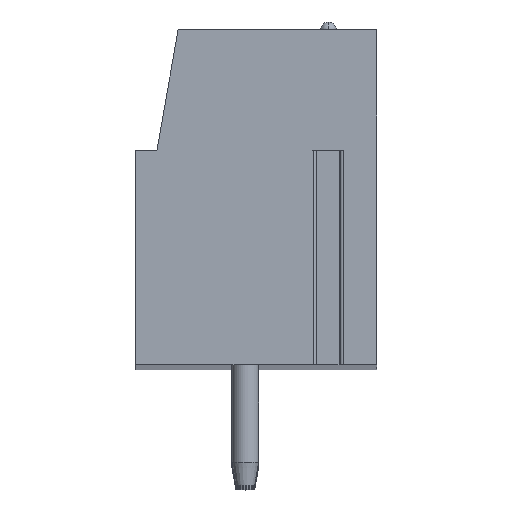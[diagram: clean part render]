
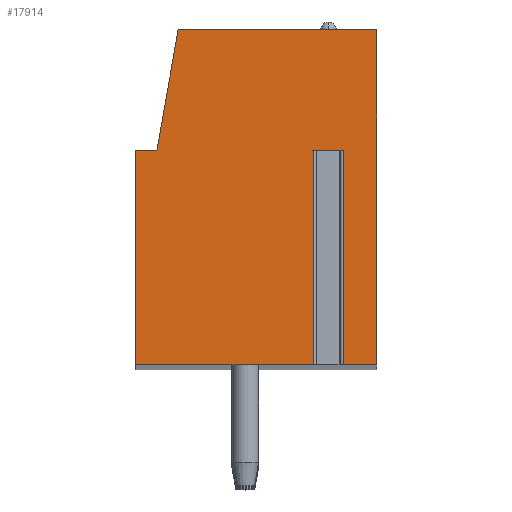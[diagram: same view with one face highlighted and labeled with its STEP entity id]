
A CAD part, top view. The second image highlights one B-rep face of the part: STEP entity #17914.
In plain terms, the highlighted planar face has unit normal (0, 0, 1).
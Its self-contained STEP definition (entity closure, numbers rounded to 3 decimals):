
#13=DIRECTION('',(-1.,0.,0.));
#14=VECTOR('',#13,1.112);
#15=CARTESIAN_POINT('',(3.256,1.75,104.14));
#16=LINE('',#15,#14);
#17=DIRECTION('',(0.,-1.,0.));
#18=VECTOR('',#17,8.);
#19=CARTESIAN_POINT('',(2.144,1.75,104.14));
#20=LINE('',#19,#18);
#21=DIRECTION('',(1.,0.,0.));
#22=VECTOR('',#21,6.644);
#23=CARTESIAN_POINT('',(-4.5,-6.25,104.14));
#24=LINE('',#23,#22);
#25=DIRECTION('',(0.,-1.,0.));
#26=VECTOR('',#25,8.);
#27=CARTESIAN_POINT('',(-4.5,1.75,104.14));
#28=LINE('',#27,#26);
#29=DIRECTION('',(-1.,0.,0.));
#30=VECTOR('',#29,0.8);
#31=CARTESIAN_POINT('',(-3.7,1.75,104.14));
#32=LINE('',#31,#30);
#33=DIRECTION('',(-0.174,-0.985,0.));
#34=VECTOR('',#33,4.569);
#35=CARTESIAN_POINT('',(-2.907,6.25,104.14));
#36=LINE('',#35,#34);
#37=DIRECTION('',(-1.,0.,0.));
#38=VECTOR('',#37,7.407);
#39=CARTESIAN_POINT('',(4.5,6.25,104.14));
#40=LINE('',#39,#38);
#41=DIRECTION('',(0.,1.,0.));
#42=VECTOR('',#41,12.5);
#43=CARTESIAN_POINT('',(4.5,-6.25,104.14));
#44=LINE('',#43,#42);
#45=DIRECTION('',(1.,0.,0.));
#46=VECTOR('',#45,1.244);
#47=CARTESIAN_POINT('',(3.256,-6.25,104.14));
#48=LINE('',#47,#46);
#49=DIRECTION('',(0.,-1.,0.));
#50=VECTOR('',#49,8.);
#51=CARTESIAN_POINT('',(3.256,1.75,104.14));
#52=LINE('',#51,#50);
#14111=CARTESIAN_POINT('',(-3.7,1.75,104.14));
#14112=CARTESIAN_POINT('',(-4.5,1.75,104.14));
#14113=VERTEX_POINT('',#14111);
#14114=VERTEX_POINT('',#14112);
#14115=CARTESIAN_POINT('',(-4.5,-6.25,104.14));
#14116=VERTEX_POINT('',#14115);
#14117=CARTESIAN_POINT('',(4.5,-6.25,104.14));
#14118=CARTESIAN_POINT('',(4.5,6.25,104.14));
#14119=VERTEX_POINT('',#14117);
#14120=VERTEX_POINT('',#14118);
#14121=CARTESIAN_POINT('',(-2.907,6.25,104.14));
#14122=VERTEX_POINT('',#14121);
#14171=CARTESIAN_POINT('',(3.256,1.75,104.14));
#14172=CARTESIAN_POINT('',(2.144,1.75,104.14));
#14173=VERTEX_POINT('',#14171);
#14174=VERTEX_POINT('',#14172);
#14175=CARTESIAN_POINT('',(2.144,-6.25,104.14));
#14176=VERTEX_POINT('',#14175);
#14177=CARTESIAN_POINT('',(3.256,-6.25,104.14));
#14178=VERTEX_POINT('',#14177);
#17887=CARTESIAN_POINT('',(0.,0.,104.14));
#17888=DIRECTION('',(0.,0.,1.));
#17889=DIRECTION('',(1.,0.,0.));
#17890=AXIS2_PLACEMENT_3D('',#17887,#17888,#17889);
#17891=PLANE('',#17890);
#17893=ORIENTED_EDGE('',*,*,#17892,.T.);
#17895=ORIENTED_EDGE('',*,*,#17894,.T.);
#17897=ORIENTED_EDGE('',*,*,#17896,.F.);
#17899=ORIENTED_EDGE('',*,*,#17898,.F.);
#17901=ORIENTED_EDGE('',*,*,#17900,.F.);
#17903=ORIENTED_EDGE('',*,*,#17902,.F.);
#17905=ORIENTED_EDGE('',*,*,#17904,.F.);
#17907=ORIENTED_EDGE('',*,*,#17906,.F.);
#17909=ORIENTED_EDGE('',*,*,#17908,.F.);
#17911=ORIENTED_EDGE('',*,*,#17910,.F.);
#17912=EDGE_LOOP('',(#17893,#17895,#17897,#17899,#17901,#17903,#17905,#17907,
#17909,#17911));
#17913=FACE_OUTER_BOUND('',#17912,.F.);
#17892=EDGE_CURVE('',#14173,#14174,#16,.T.);
#17894=EDGE_CURVE('',#14174,#14176,#20,.T.);
#17896=EDGE_CURVE('',#14116,#14176,#24,.T.);
#17898=EDGE_CURVE('',#14114,#14116,#28,.T.);
#17900=EDGE_CURVE('',#14113,#14114,#32,.T.);
#17902=EDGE_CURVE('',#14122,#14113,#36,.T.);
#17904=EDGE_CURVE('',#14120,#14122,#40,.T.);
#17906=EDGE_CURVE('',#14119,#14120,#44,.T.);
#17908=EDGE_CURVE('',#14178,#14119,#48,.T.);
#17910=EDGE_CURVE('',#14173,#14178,#52,.T.);
#17914=ADVANCED_FACE('',(#17913),#17891,.T.);
